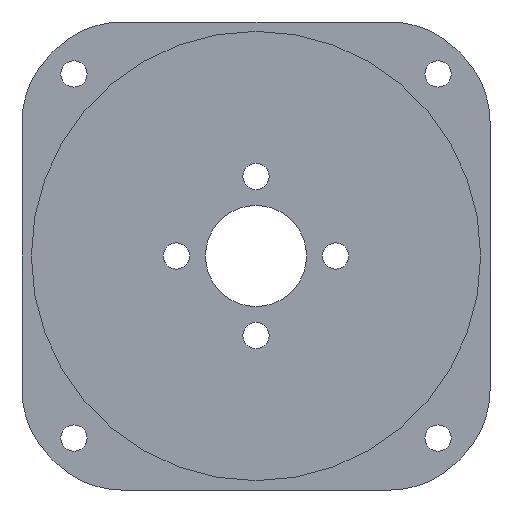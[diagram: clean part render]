
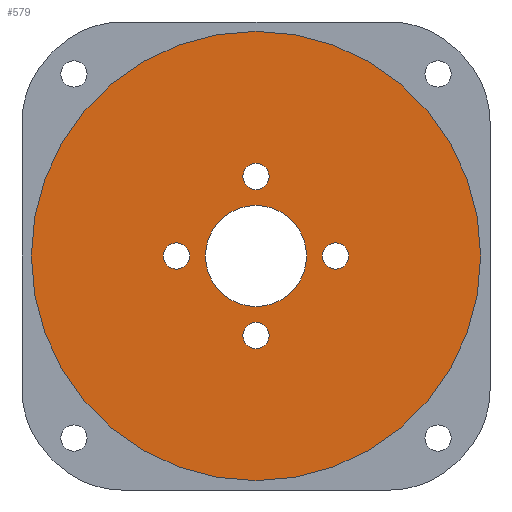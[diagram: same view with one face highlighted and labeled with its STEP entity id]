
A CAD part, front view. The second image highlights one B-rep face of the part: STEP entity #579.
In plain terms, the highlighted planar face has unit normal (0, -1, 0).
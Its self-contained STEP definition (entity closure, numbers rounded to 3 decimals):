
#2=CARTESIAN_POINT('',(0.,0.,0.));
#3=DIRECTION('',(0.,-1.,0.));
#4=DIRECTION('',(1.,0.,0.));
#5=AXIS2_PLACEMENT_3D('',#2,#3,#4);
#7=CARTESIAN_POINT('',(0.,0.,0.));
#8=DIRECTION('',(0.,-1.,0.));
#9=DIRECTION('',(-1.,0.,0.));
#10=AXIS2_PLACEMENT_3D('',#7,#8,#9);
#12=CARTESIAN_POINT('',(0.,0.,0.));
#13=DIRECTION('',(0.,1.,0.));
#14=DIRECTION('',(1.,0.,0.));
#15=AXIS2_PLACEMENT_3D('',#12,#13,#14);
#17=CARTESIAN_POINT('',(0.,0.,0.));
#18=DIRECTION('',(0.,1.,0.));
#19=DIRECTION('',(-1.,0.,0.));
#20=AXIS2_PLACEMENT_3D('',#17,#18,#19);
#22=CARTESIAN_POINT('',(-8.5,0.,0.));
#23=DIRECTION('',(0.,1.,0.));
#24=DIRECTION('',(1.,0.,0.));
#25=AXIS2_PLACEMENT_3D('',#22,#23,#24);
#27=CARTESIAN_POINT('',(-8.5,0.,0.));
#28=DIRECTION('',(0.,1.,0.));
#29=DIRECTION('',(-1.,0.,0.));
#30=AXIS2_PLACEMENT_3D('',#27,#28,#29);
#32=CARTESIAN_POINT('',(0.,0.,8.5));
#33=DIRECTION('',(0.,1.,0.));
#34=DIRECTION('',(0.,0.,-1.));
#35=AXIS2_PLACEMENT_3D('',#32,#33,#34);
#37=CARTESIAN_POINT('',(0.,0.,8.5));
#38=DIRECTION('',(0.,1.,0.));
#39=DIRECTION('',(0.,0.,1.));
#40=AXIS2_PLACEMENT_3D('',#37,#38,#39);
#42=CARTESIAN_POINT('',(8.5,0.,0.));
#43=DIRECTION('',(0.,1.,0.));
#44=DIRECTION('',(-1.,0.,0.));
#45=AXIS2_PLACEMENT_3D('',#42,#43,#44);
#47=CARTESIAN_POINT('',(8.5,0.,0.));
#48=DIRECTION('',(0.,1.,0.));
#49=DIRECTION('',(1.,0.,0.));
#50=AXIS2_PLACEMENT_3D('',#47,#48,#49);
#52=CARTESIAN_POINT('',(0.,0.,-8.5));
#53=DIRECTION('',(0.,1.,0.));
#54=DIRECTION('',(0.,0.,1.));
#55=AXIS2_PLACEMENT_3D('',#52,#53,#54);
#57=CARTESIAN_POINT('',(0.,0.,-8.5));
#58=DIRECTION('',(0.,1.,0.));
#59=DIRECTION('',(0.,0.,-1.));
#60=AXIS2_PLACEMENT_3D('',#57,#58,#59);
#426=CARTESIAN_POINT('',(5.4,0.,0.));
#427=CARTESIAN_POINT('',(-5.4,0.,0.));
#428=VERTEX_POINT('',#426);
#429=VERTEX_POINT('',#427);
#430=CARTESIAN_POINT('',(24.,0.,0.));
#431=CARTESIAN_POINT('',(-24.,0.,0.));
#432=VERTEX_POINT('',#430);
#433=VERTEX_POINT('',#431);
#446=CARTESIAN_POINT('',(-7.1,0.,0.));
#447=CARTESIAN_POINT('',(-9.9,0.,0.));
#448=VERTEX_POINT('',#446);
#449=VERTEX_POINT('',#447);
#454=CARTESIAN_POINT('',(0.,0.,7.1));
#455=CARTESIAN_POINT('',(0.,0.,9.9));
#456=VERTEX_POINT('',#454);
#457=VERTEX_POINT('',#455);
#462=CARTESIAN_POINT('',(7.1,0.,0.));
#463=CARTESIAN_POINT('',(9.9,0.,0.));
#464=VERTEX_POINT('',#462);
#465=VERTEX_POINT('',#463);
#470=CARTESIAN_POINT('',(0.,0.,-7.1));
#471=CARTESIAN_POINT('',(0.,0.,-9.9));
#472=VERTEX_POINT('',#470);
#473=VERTEX_POINT('',#471);
#538=CARTESIAN_POINT('',(0.,0.,0.));
#539=DIRECTION('',(0.,1.,0.));
#540=DIRECTION('',(1.,0.,0.));
#541=AXIS2_PLACEMENT_3D('',#538,#539,#540);
#542=PLANE('',#541);
#544=ORIENTED_EDGE('',*,*,#543,.T.);
#546=ORIENTED_EDGE('',*,*,#545,.T.);
#547=EDGE_LOOP('',(#544,#546));
#548=FACE_OUTER_BOUND('',#547,.F.);
#550=ORIENTED_EDGE('',*,*,#549,.T.);
#552=ORIENTED_EDGE('',*,*,#551,.T.);
#553=EDGE_LOOP('',(#550,#552));
#554=FACE_BOUND('',#553,.F.);
#556=ORIENTED_EDGE('',*,*,#555,.F.);
#558=ORIENTED_EDGE('',*,*,#557,.F.);
#559=EDGE_LOOP('',(#556,#558));
#560=FACE_BOUND('',#559,.F.);
#562=ORIENTED_EDGE('',*,*,#561,.F.);
#564=ORIENTED_EDGE('',*,*,#563,.F.);
#565=EDGE_LOOP('',(#562,#564));
#566=FACE_BOUND('',#565,.F.);
#568=ORIENTED_EDGE('',*,*,#567,.F.);
#570=ORIENTED_EDGE('',*,*,#569,.F.);
#571=EDGE_LOOP('',(#568,#570));
#572=FACE_BOUND('',#571,.F.);
#574=ORIENTED_EDGE('',*,*,#573,.F.);
#576=ORIENTED_EDGE('',*,*,#575,.F.);
#577=EDGE_LOOP('',(#574,#576));
#578=FACE_BOUND('',#577,.F.);
#579=ADVANCED_FACE('',(#548,#554,#560,#566,#572,#578),#542,.F.);
#6=CIRCLE('',#5,5.4);
#11=CIRCLE('',#10,5.4);
#16=CIRCLE('',#15,24.);
#21=CIRCLE('',#20,24.);
#26=CIRCLE('',#25,1.4);
#31=CIRCLE('',#30,1.4);
#36=CIRCLE('',#35,1.4);
#41=CIRCLE('',#40,1.4);
#46=CIRCLE('',#45,1.4);
#51=CIRCLE('',#50,1.4);
#56=CIRCLE('',#55,1.4);
#61=CIRCLE('',#60,1.4);
#543=EDGE_CURVE('',#432,#433,#16,.T.);
#545=EDGE_CURVE('',#433,#432,#21,.T.);
#549=EDGE_CURVE('',#428,#429,#6,.T.);
#551=EDGE_CURVE('',#429,#428,#11,.T.);
#555=EDGE_CURVE('',#448,#449,#26,.T.);
#557=EDGE_CURVE('',#449,#448,#31,.T.);
#561=EDGE_CURVE('',#456,#457,#36,.T.);
#563=EDGE_CURVE('',#457,#456,#41,.T.);
#567=EDGE_CURVE('',#464,#465,#46,.T.);
#569=EDGE_CURVE('',#465,#464,#51,.T.);
#573=EDGE_CURVE('',#472,#473,#56,.T.);
#575=EDGE_CURVE('',#473,#472,#61,.T.);
